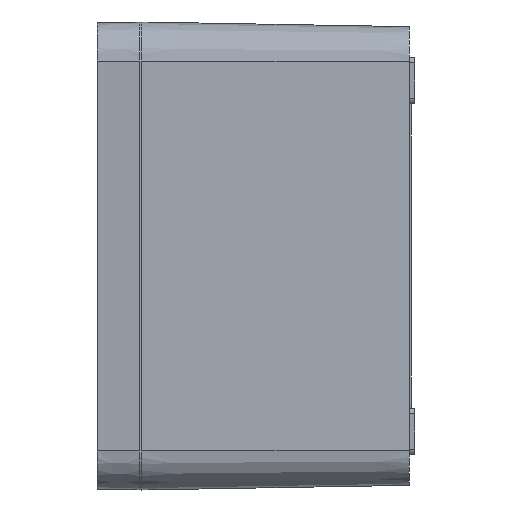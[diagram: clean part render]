
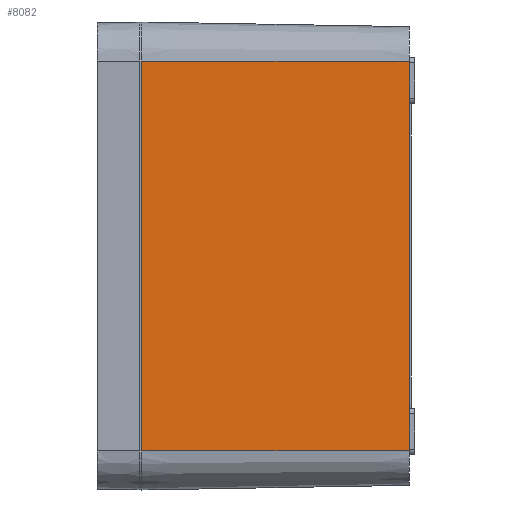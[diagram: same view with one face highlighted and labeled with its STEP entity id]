
A CAD part, left-side view. The second image highlights one B-rep face of the part: STEP entity #8082.
In plain terms, the highlighted planar face has unit normal (-1, -0.018, 0).
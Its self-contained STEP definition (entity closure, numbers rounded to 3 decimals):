
#891=LINE('',#10616,#1727);
#909=LINE('',#10680,#1745);
#910=LINE('',#10681,#1746);
#911=LINE('',#10682,#1747);
#1727=VECTOR('',#8976,10.);
#1745=VECTOR('',#9036,10.);
#1746=VECTOR('',#9037,10.);
#1747=VECTOR('',#9038,10.);
#2603=FACE_OUTER_BOUND('',#3047,.T.);
#3047=EDGE_LOOP('',(#5545,#5546,#5547,#5548));
#3613=VERTEX_POINT('',#10609);
#3615=VERTEX_POINT('',#10615);
#3639=VERTEX_POINT('',#10678);
#3640=VERTEX_POINT('',#10679);
#4365=EDGE_CURVE('',#3613,#3615,#891,.T.);
#4395=EDGE_CURVE('',#3639,#3640,#909,.T.);
#4396=EDGE_CURVE('',#3639,#3615,#910,.T.);
#4397=EDGE_CURVE('',#3613,#3640,#911,.T.);
#5545=ORIENTED_EDGE('',*,*,#4395,.F.);
#5546=ORIENTED_EDGE('',*,*,#4396,.T.);
#5547=ORIENTED_EDGE('',*,*,#4365,.F.);
#5548=ORIENTED_EDGE('',*,*,#4397,.T.);
#7789=PLANE('',#8569);
#8082=ADVANCED_FACE('',(#2603),#7789,.T.);
#8569=AXIS2_PLACEMENT_3D('',#10677,#9034,#9035);
#8976=DIRECTION('',(0.,0.,1.));
#9034=DIRECTION('center_axis',(-1.,-0.017,0.));
#9035=DIRECTION('ref_axis',(0.,0.,
-1.));
#9036=DIRECTION('',(0.,0.,-1.));
#9037=DIRECTION('',(-0.017,1.,0.));
#9038=DIRECTION('',(0.017,-1.,0.));
#10609=CARTESIAN_POINT('',(-95.,0.,-50.));
#10615=CARTESIAN_POINT('',(-95.,0.,50.));
#10616=CARTESIAN_POINT('',(-95.,0.,-25.));
#10677=CARTESIAN_POINT('Origin',(-95.,0.,-50.));
#10678=CARTESIAN_POINT('',(-93.804,-68.5,50.));
#10679=CARTESIAN_POINT('',(-93.804,-68.5,-50.));
#10680=CARTESIAN_POINT('',(-93.804,-68.5,-25.));
#10681=CARTESIAN_POINT('',(-95.,0.,50.));
#10682=CARTESIAN_POINT('',(-95.,0.,-50.));
